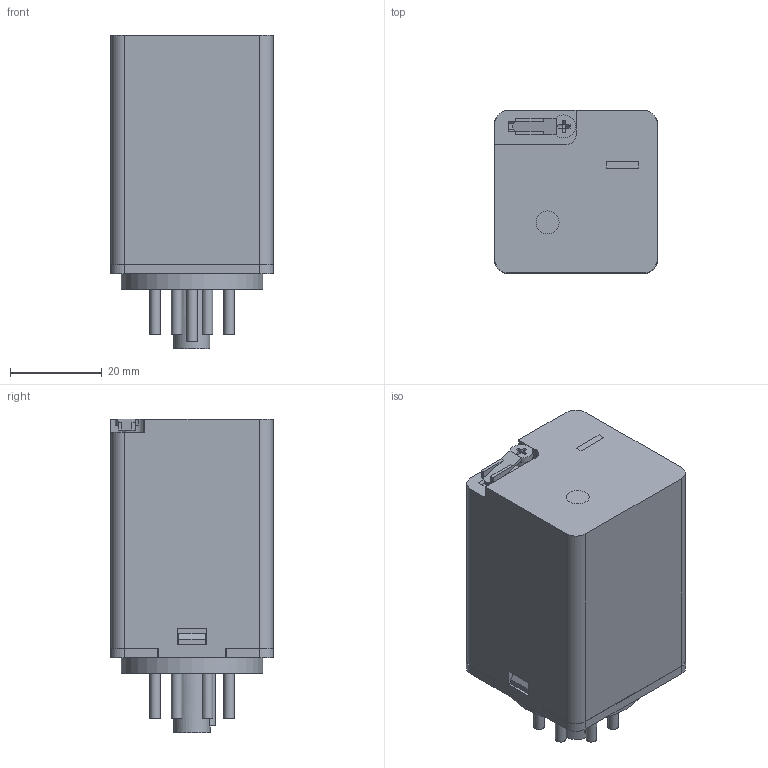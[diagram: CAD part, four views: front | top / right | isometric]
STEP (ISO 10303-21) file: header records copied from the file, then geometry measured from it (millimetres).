
FILE_DESCRIPTION(/* description */ (''),/* implementation_level */ '2;1');
FILE_NAME(/* name */ '3d_HR702CA110.stp',/* time_stamp */ '2018-11-13T08:10:34+01:00',/* author */ ('Andrzej'),/* organization */ (''),/* preprocessor_version */ 'ST-DEVELOPER v16.13',/* originating_system */ 'AutoCAD Mechanical',/* authorisation */ '');
FILE_SCHEMA (('AUTOMOTIVE_DESIGN { 1 0 10303 214 3 1 1 }'));
Length unit declared in the file: millimetre
Products named in the file (1): Product
Bounding box: 35.5 x 35.5 x 68.3 mm (x, y, z)
Volume: 67679.8 mm3; surface area: 11452.9 mm2
Topology: 1 solids, 1 shells, 151 faces, 368 edges, 245 vertices
Faces by surface type: plane 112, cylinder 37, sphere 1, cone 1
Full cylindrical faces by diameter (mm): 2.3 x8, 3.4 x1, 3.5 x1, 4.6 x8, 5 x1, 7.85 x1, 25.3 x1, 28.3 x1, 30.8 x1
Entity records: 4227 total; most frequent: CARTESIAN_POINT 750, DIRECTION 706, ORIENTED_EDGE 662, EDGE_CURVE 331, LINE 240, VECTOR 240, VERTEX_POINT 233, AXIS2_PLACEMENT_3D 233
